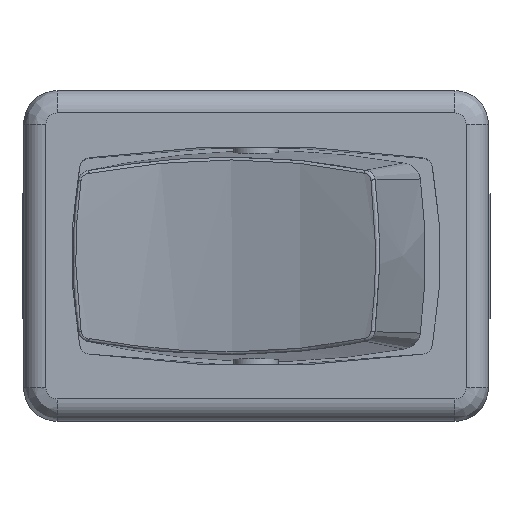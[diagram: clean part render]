
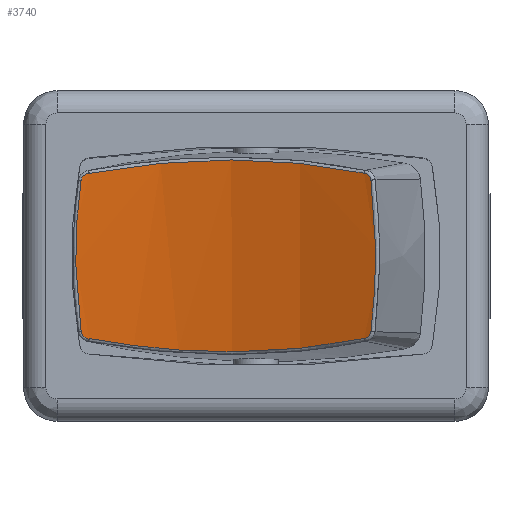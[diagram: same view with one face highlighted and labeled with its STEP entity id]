
A CAD part, top view. The second image highlights one B-rep face of the part: STEP entity #3740.
In plain terms, the highlighted cylindrical face has radius 25.996 mm (diameter 51.992 mm), a partial arc.
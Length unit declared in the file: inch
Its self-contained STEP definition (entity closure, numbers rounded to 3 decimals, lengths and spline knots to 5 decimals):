
#3043=CARTESIAN_POINT('',(0.20256,-0.1332,0.77929));
#3044=VERTEX_POINT('',#3043);
#3063=CARTESIAN_POINT('',(0.20256,0.1332,0.77929));
#3064=VERTEX_POINT('',#3063);
#3072=CARTESIAN_POINT('',(0.20256,0.1332,0.77929));
#3073=CARTESIAN_POINT('',(0.21351,0.04532,0.78561));
#3074=CARTESIAN_POINT('',(0.21351,-0.04532,0.78561));
#3075=CARTESIAN_POINT('',(0.20256,-0.1332,0.77929));
#3076=B_SPLINE_CURVE_WITH_KNOTS('',3,(#3072,#3073,#3074,#3075),.UNSPECIFIED.,.F.,.U.,(4,4),(0.0,0.67668),.UNSPECIFIED.);
#3077=EDGE_CURVE('',#3064,#3044,#3076,.T.);
#3110=CARTESIAN_POINT('',(0.19035,0.1456,0.77237));
#3111=VERTEX_POINT('',#3110);
#3143=CARTESIAN_POINT('',(0.19035,0.1456,0.77237));
#3144=CARTESIAN_POINT('',(0.19328,0.14546,0.774));
#3145=CARTESIAN_POINT('',(0.19907,0.14287,0.77728));
#3146=CARTESIAN_POINT('',(0.20214,0.13655,0.77905));
#3147=CARTESIAN_POINT('',(0.20256,0.1332,0.77929));
#3148=B_SPLINE_CURVE_WITH_KNOTS('',3,(#3143,#3144,#3145,#3146,#3147),.UNSPECIFIED.,.F.,.U.,(4,1,4),(-0.28373,-0.258,-0.23228),.UNSPECIFIED.);
#3149=EDGE_CURVE('',#3111,#3064,#3148,.T.);
#3189=CARTESIAN_POINT('',(-0.29414,0.1456,0.64255));
#3190=VERTEX_POINT('',#3189);
#3191=CARTESIAN_POINT('',(-0.29414,0.1456,0.64255));
#3192=CARTESIAN_POINT('',(-0.22255,0.15871,0.64357));
#3193=CARTESIAN_POINT('',(-0.05328,0.17724,0.66366));
#3194=CARTESIAN_POINT('',(0.107,0.16308,0.72582));
#3195=CARTESIAN_POINT('',(0.19035,0.1456,0.77237));
#3196=B_SPLINE_CURVE_WITH_KNOTS('',3,(#3191,#3192,#3193,#3194,#3195),.UNSPECIFIED.,.F.,.U.,(4,1,4),(0.09322,0.6498,1.39192),.UNSPECIFIED.);
#3197=EDGE_CURVE('',#3190,#3111,#3196,.T.);
#3288=CARTESIAN_POINT('',(0.19035,-0.1456,0.77237));
#3289=VERTEX_POINT('',#3288);
#3290=CARTESIAN_POINT('',(-0.29414,-0.1456,0.64255));
#3291=VERTEX_POINT('',#3290);
#3292=CARTESIAN_POINT('',(0.19035,-0.1456,0.77237));
#3293=CARTESIAN_POINT('',(0.107,-0.16308,0.72582));
#3294=CARTESIAN_POINT('',(-0.05328,-0.17724,0.66366));
#3295=CARTESIAN_POINT('',(-0.22255,-0.15871,0.64357));
#3296=CARTESIAN_POINT('',(-0.29414,-0.1456,0.64255));
#3297=B_SPLINE_CURVE_WITH_KNOTS('',3,(#3292,#3293,#3294,#3295,#3296),.UNSPECIFIED.,.F.,.U.,(4,1,4),(0.09322,0.83534,1.39192),.UNSPECIFIED.);
#3298=EDGE_CURVE('',#3289,#3291,#3297,.T.);
#3422=CARTESIAN_POINT('',(-0.30817,-0.1332,0.64244));
#3423=VERTEX_POINT('',#3422);
#3424=CARTESIAN_POINT('',(-0.29414,-0.1456,0.64255));
#3425=CARTESIAN_POINT('',(-0.2975,-0.14546,0.6425));
#3426=CARTESIAN_POINT('',(-0.30415,-0.14287,0.64244));
#3427=CARTESIAN_POINT('',(-0.30769,-0.13655,0.64244));
#3428=CARTESIAN_POINT('',(-0.30817,-0.1332,0.64244));
#3429=B_SPLINE_CURVE_WITH_KNOTS('',3,(#3424,#3425,#3426,#3427,#3428),.UNSPECIFIED.,.F.,.U.,(4,1,4),(-0.28373,-0.258,-0.23228),.UNSPECIFIED.);
#3430=EDGE_CURVE('',#3291,#3423,#3429,.T.);
#3473=CARTESIAN_POINT('',(-0.30817,0.1332,0.64244));
#3474=VERTEX_POINT('',#3473);
#3492=CARTESIAN_POINT('',(-0.30817,-0.1332,0.64244));
#3493=CARTESIAN_POINT('',(-0.32082,-0.04532,0.64244));
#3494=CARTESIAN_POINT('',(-0.32082,0.04532,0.64244));
#3495=CARTESIAN_POINT('',(-0.30817,0.1332,0.64244));
#3496=B_SPLINE_CURVE_WITH_KNOTS('',3,(#3492,#3493,#3494,#3495),.UNSPECIFIED.,.F.,.U.,(4,4),(0.,0.67668),.UNSPECIFIED.);
#3497=EDGE_CURVE('',#3423,#3474,#3496,.T.);
#3537=CARTESIAN_POINT('',(-0.30817,0.1332,0.64244));
#3538=CARTESIAN_POINT('',(-0.30769,0.13655,0.64244));
#3539=CARTESIAN_POINT('',(-0.30415,0.14287,0.64244));
#3540=CARTESIAN_POINT('',(-0.2975,0.14546,0.6425));
#3541=CARTESIAN_POINT('',(-0.29414,0.1456,0.64255));
#3542=B_SPLINE_CURVE_WITH_KNOTS('',3,(#3537,#3538,#3539,#3540,#3541),.UNSPECIFIED.,.F.,.U.,(4,1,4),(0.,0.02573,0.05145),.UNSPECIFIED.);
#3543=EDGE_CURVE('',#3474,#3190,#3542,.T.);
#3584=CARTESIAN_POINT('',(0.20256,-0.1332,0.77929));
#3585=CARTESIAN_POINT('',(0.20214,-0.13655,0.77905));
#3586=CARTESIAN_POINT('',(0.19907,-0.14287,0.77728));
#3587=CARTESIAN_POINT('',(0.19328,-0.14546,0.774));
#3588=CARTESIAN_POINT('',(0.19035,-0.1456,0.77237));
#3589=B_SPLINE_CURVE_WITH_KNOTS('',3,(#3584,#3585,#3586,#3587,#3588),.UNSPECIFIED.,.F.,.U.,(4,1,4),(-0.23228,-0.20655,-0.18083),.UNSPECIFIED.);
#3590=EDGE_CURVE('',#3044,#3289,#3589,.T.);
#3725=CARTESIAN_POINT('',(-0.30871,0.18596,1.66592));
#3726=DIRECTION('',(0.0,-1.0,0.0));
#3727=DIRECTION('',(-0.514,0.0,0.858));
#3728=AXIS2_PLACEMENT_3D('',#3725,#3726,#3727);
#3729=CYLINDRICAL_SURFACE('',#3728,1.02347);
#3730=ORIENTED_EDGE('',*,*,#3298,.F.);
#3731=ORIENTED_EDGE('',*,*,#3590,.F.);
#3732=ORIENTED_EDGE('',*,*,#3077,.F.);
#3733=ORIENTED_EDGE('',*,*,#3149,.F.);
#3734=ORIENTED_EDGE('',*,*,#3197,.F.);
#3735=ORIENTED_EDGE('',*,*,#3543,.F.);
#3736=ORIENTED_EDGE('',*,*,#3497,.F.);
#3737=ORIENTED_EDGE('',*,*,#3430,.F.);
#3738=EDGE_LOOP('',(#3730,#3731,#3732,#3733,#3734,#3735,#3736,#3737));
#3739=FACE_OUTER_BOUND('',#3738,.T.);
#3740=ADVANCED_FACE('',(#3739),#3729,.F.);
